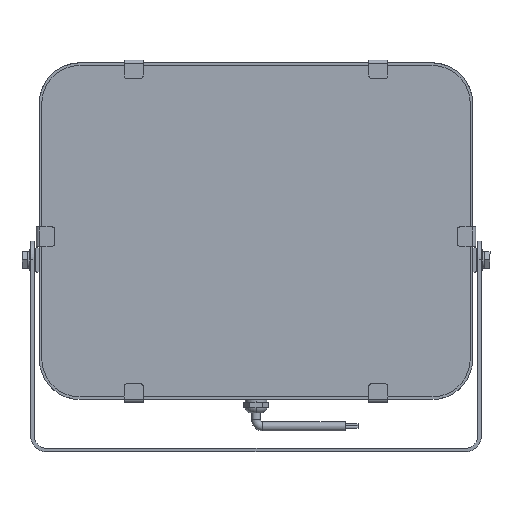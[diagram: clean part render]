
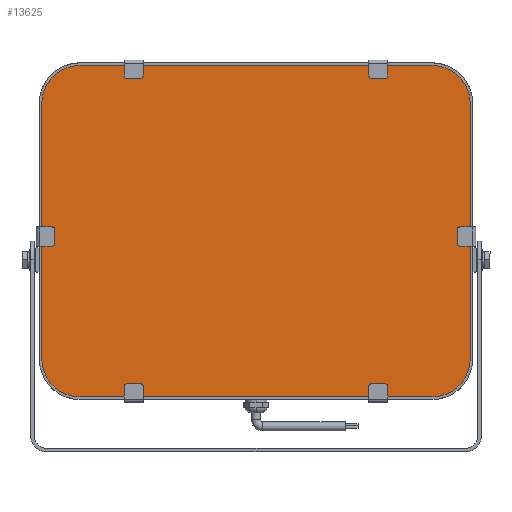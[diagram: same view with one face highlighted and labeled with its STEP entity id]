
A CAD part, top view. The second image highlights one B-rep face of the part: STEP entity #13625.
In plain terms, the highlighted planar face has unit normal (0, 0, 1).
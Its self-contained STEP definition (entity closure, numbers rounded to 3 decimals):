
#161 = CARTESIAN_POINT ( 'NONE',  ( 168., 100., 0. ) ) ;
#299 = LINE ( 'NONE', #4167, #2008 ) ;
#322 = DIRECTION ( 'NONE',  ( 0., 1., 0. ) ) ;
#766 = VERTEX_POINT ( 'NONE', #1580 ) ;
#858 = DIRECTION ( 'NONE',  ( 0., 0., 1. ) ) ;
#876 = CIRCLE ( 'NONE', #15178, 30. ) ;
#1047 = VECTOR ( 'NONE', #30696, 1000. ) ;
#1580 = CARTESIAN_POINT ( 'NONE',  ( 138., -130., 0. ) ) ;
#2008 = VECTOR ( 'NONE', #22837, 1000. ) ;
#2579 = CIRCLE ( 'NONE', #32349, 30. ) ;
#4129 = CARTESIAN_POINT ( 'NONE',  ( -138., 130., 0. ) ) ;
#4147 = EDGE_CURVE ( 'NONE', #13159, #20762, #2579, .T. ) ;
#4167 = CARTESIAN_POINT ( 'NONE',  ( -168., 100., 0. ) ) ;
#4583 = ORIENTED_EDGE ( 'NONE', *, *, #18916, .T. ) ;
#5514 = ORIENTED_EDGE ( 'NONE', *, *, #19888, .T. ) ;
#6157 = PLANE ( 'NONE',  #25007 ) ;
#6862 = CARTESIAN_POINT ( 'NONE',  ( 168., -100., 0. ) ) ;
#7845 = EDGE_LOOP ( 'NONE', ( #10394, #5514, #30793, #15726, #8324, #26386, #4583, #24364 ) ) ;
#8324 = ORIENTED_EDGE ( 'NONE', *, *, #23217, .T. ) ;
#9131 = VECTOR ( 'NONE', #322, 1000. ) ;
#9587 = CARTESIAN_POINT ( 'NONE',  ( 138., 130., 0. ) ) ;
#10394 = ORIENTED_EDGE ( 'NONE', *, *, #20734, .T. ) ;
#11233 = CIRCLE ( 'NONE', #21421, 30. ) ;
#13159 = VERTEX_POINT ( 'NONE', #14710 ) ;
#13464 = CARTESIAN_POINT ( 'NONE',  ( 138., 130., 0. ) ) ;
#13612 = CARTESIAN_POINT ( 'NONE',  ( -138., -100., 0. ) ) ;
#13625 = ADVANCED_FACE ( 'NONE', ( #18644 ), #6157, .T. ) ;
#14272 = CARTESIAN_POINT ( 'NONE',  ( -138., 100., 0. ) ) ;
#14398 = CARTESIAN_POINT ( 'NONE',  ( -138., -130., 0. ) ) ;
#14710 = CARTESIAN_POINT ( 'NONE',  ( -168., -100., 0. ) ) ;
#14985 = DIRECTION ( 'NONE',  ( -1., 0., 0. ) ) ;
#15178 = AXIS2_PLACEMENT_3D ( 'NONE', #31017, #15250, #33624 ) ;
#15250 = DIRECTION ( 'NONE',  ( 0., 0., 1. ) ) ;
#15721 = CARTESIAN_POINT ( 'NONE',  ( 138., 100., 0. ) ) ;
#15726 = ORIENTED_EDGE ( 'NONE', *, *, #27743, .T. ) ;
#16036 = CARTESIAN_POINT ( 'NONE',  ( -168., 100., 0. ) ) ;
#16272 = LINE ( 'NONE', #29046, #9131 ) ;
#16326 = DIRECTION ( 'NONE',  ( 1., 0., 0. ) ) ;
#16983 = DIRECTION ( 'NONE',  ( 1., 0., 0. ) ) ;
#17080 = VERTEX_POINT ( 'NONE', #16036 ) ;
#18392 = DIRECTION ( 'NONE',  ( 1., 0., 0. ) ) ;
#18644 = FACE_OUTER_BOUND ( 'NONE', #7845, .T. ) ;
#18916 = EDGE_CURVE ( 'NONE', #30732, #19018, #11233, .T. ) ;
#19018 = VERTEX_POINT ( 'NONE', #13464 ) ;
#19586 = DIRECTION ( 'NONE',  ( 1., 0., 0. ) ) ;
#19888 = EDGE_CURVE ( 'NONE', #17080, #13159, #299, .T. ) ;
#20416 = VERTEX_POINT ( 'NONE', #4129 ) ;
#20734 = EDGE_CURVE ( 'NONE', #20416, #17080, #34255, .T. ) ;
#20762 = VERTEX_POINT ( 'NONE', #14398 ) ;
#21421 = AXIS2_PLACEMENT_3D ( 'NONE', #15721, #34081, #18392 ) ;
#21795 = VERTEX_POINT ( 'NONE', #6862 ) ;
#22222 = VECTOR ( 'NONE', #14985, 1000. ) ;
#22358 = LINE ( 'NONE', #28046, #1047 ) ;
#22837 = DIRECTION ( 'NONE',  ( 0., -1., 0. ) ) ;
#23217 = EDGE_CURVE ( 'NONE', #766, #21795, #876, .T. ) ;
#23863 = LINE ( 'NONE', #9587, #22222 ) ;
#24364 = ORIENTED_EDGE ( 'NONE', *, *, #31514, .T. ) ;
#25007 = AXIS2_PLACEMENT_3D ( 'NONE', #30013, #858, #19586 ) ;
#25474 = AXIS2_PLACEMENT_3D ( 'NONE', #14272, #32702, #16983 ) ;
#25735 = EDGE_CURVE ( 'NONE', #21795, #30732, #16272, .T. ) ;
#26386 = ORIENTED_EDGE ( 'NONE', *, *, #25735, .T. ) ;
#27743 = EDGE_CURVE ( 'NONE', #20762, #766, #22358, .T. ) ;
#28046 = CARTESIAN_POINT ( 'NONE',  ( -138., -130., 0. ) ) ;
#29046 = CARTESIAN_POINT ( 'NONE',  ( 168., -100., 0. ) ) ;
#30013 = CARTESIAN_POINT ( 'NONE',  ( -138., 100., 0. ) ) ;
#30696 = DIRECTION ( 'NONE',  ( 1., 0., 0. ) ) ;
#30732 = VERTEX_POINT ( 'NONE', #161 ) ;
#30793 = ORIENTED_EDGE ( 'NONE', *, *, #4147, .T. ) ;
#31017 = CARTESIAN_POINT ( 'NONE',  ( 138., -100., 0. ) ) ;
#31514 = EDGE_CURVE ( 'NONE', #19018, #20416, #23863, .T. ) ;
#32071 = DIRECTION ( 'NONE',  ( 0., 0., 1. ) ) ;
#32349 = AXIS2_PLACEMENT_3D ( 'NONE', #13612, #32071, #16326 ) ;
#32702 = DIRECTION ( 'NONE',  ( 0., 0., 1. ) ) ;
#33624 = DIRECTION ( 'NONE',  ( 1., 0., 0. ) ) ;
#34081 = DIRECTION ( 'NONE',  ( 0., 0., 1. ) ) ;
#34255 = CIRCLE ( 'NONE', #25474, 30. ) ;
